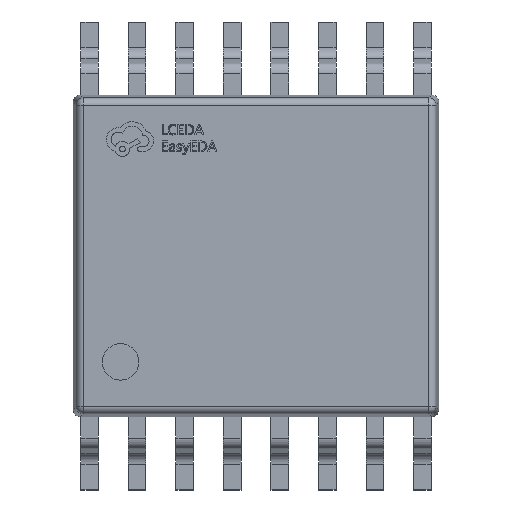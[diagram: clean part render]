
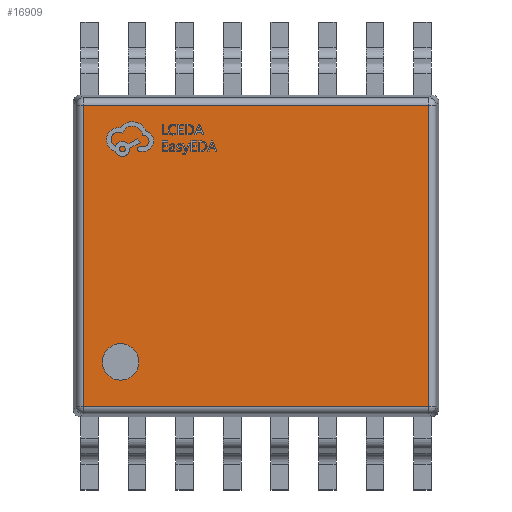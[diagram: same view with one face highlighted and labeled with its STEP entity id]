
A CAD part, top view. The second image highlights one B-rep face of the part: STEP entity #16909.
In plain terms, the highlighted planar face has unit normal (0, 0, 1).
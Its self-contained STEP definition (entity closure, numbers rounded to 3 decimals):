
#487 = CARTESIAN_POINT ( 'NONE',  ( 2.36, 2.152, 0.55 ) ) ;
#1266 = AXIS2_PLACEMENT_3D ( 'NONE', #25835, #15651, #15387 ) ;
#1528 = ORIENTED_EDGE ( 'NONE', *, *, #9127, .T. ) ;
#1813 = DIRECTION ( 'NONE',  ( -1., 0., 0. ) ) ;
#3357 = CARTESIAN_POINT ( 'NONE',  ( -1.851, -1.45, 0.55 ) ) ;
#4388 = VERTEX_POINT ( 'NONE', #20121 ) ;
#4583 = VECTOR ( 'NONE', #14290, 1000. ) ;
#4657 = CIRCLE ( 'NONE', #24002, 0.249 ) ;
#4737 = VECTOR ( 'NONE', #1813, 1000. ) ;
#4930 = ORIENTED_EDGE ( 'NONE', *, *, #11314, .F. ) ;
#5029 = LINE ( 'NONE', #11256, #7782 ) ;
#5042 = EDGE_CURVE ( 'NONE', #15055, #8991, #7955, .T. ) ;
#5479 = CARTESIAN_POINT ( 'NONE',  ( 0., 0., 0.55 ) ) ;
#5923 = CARTESIAN_POINT ( 'NONE',  ( 2.36, -2.06, 0.55 ) ) ;
#5986 = ORIENTED_EDGE ( 'NONE', *, *, #25698, .F. ) ;
#6663 = ORIENTED_EDGE ( 'NONE', *, *, #26891, .T. ) ;
#7547 = FACE_OUTER_BOUND ( 'NONE', #8398, .T. ) ;
#7673 = ORIENTED_EDGE ( 'NONE', *, *, #20369, .T. ) ;
#7782 = VECTOR ( 'NONE', #9170, 1000. ) ;
#7955 = LINE ( 'NONE', #24762, #4583 ) ;
#8174 = VERTEX_POINT ( 'NONE', #5923 ) ;
#8292 = LINE ( 'NONE', #487, #21993 ) ;
#8398 = EDGE_LOOP ( 'NONE', ( #8756, #1528, #7673, #6663 ) ) ;
#8756 = ORIENTED_EDGE ( 'NONE', *, *, #5042, .T. ) ;
#8991 = VERTEX_POINT ( 'NONE', #9632 ) ;
#9127 = EDGE_CURVE ( 'NONE', #8991, #8174, #5029, .T. ) ;
#9170 = DIRECTION ( 'NONE',  ( 1., 0., 0. ) ) ;
#9612 = CIRCLE ( 'NONE', #1266, 0.249 ) ;
#9632 = CARTESIAN_POINT ( 'NONE',  ( -2.36, -2.06, 0.55 ) ) ;
#9722 = DIRECTION ( 'NONE',  ( 0., 0., 1. ) ) ;
#9822 = LINE ( 'NONE', #20420, #4737 ) ;
#10841 = EDGE_LOOP ( 'NONE', ( #5986, #4930 ) ) ;
#11256 = CARTESIAN_POINT ( 'NONE',  ( 2.452, -2.06, 0.55 ) ) ;
#11314 = EDGE_CURVE ( 'NONE', #17509, #20150, #9612, .T. ) ;
#11534 = CARTESIAN_POINT ( 'NONE',  ( -2.36, 2.06, 0.55 ) ) ;
#13880 = DIRECTION ( 'NONE',  ( 0., 0., 1. ) ) ;
#14290 = DIRECTION ( 'NONE',  ( 0., -1., 0. ) ) ;
#14614 = DIRECTION ( 'NONE',  ( 0., 1., 0. ) ) ;
#15055 = VERTEX_POINT ( 'NONE', #11534 ) ;
#15387 = DIRECTION ( 'NONE',  ( 1., 0., 0. ) ) ;
#15651 = DIRECTION ( 'NONE',  ( 0., 0., 1. ) ) ;
#16909 = ADVANCED_FACE ( 'NONE', ( #24757, #7547 ), #24355, .T. ) ;
#17509 = VERTEX_POINT ( 'NONE', #23144 ) ;
#18128 = DIRECTION ( 'NONE',  ( 1., 0., 0. ) ) ;
#18438 = AXIS2_PLACEMENT_3D ( 'NONE', #5479, #13880, #22286 ) ;
#20121 = CARTESIAN_POINT ( 'NONE',  ( 2.36, 2.06, 0.55 ) ) ;
#20150 = VERTEX_POINT ( 'NONE', #25136 ) ;
#20369 = EDGE_CURVE ( 'NONE', #8174, #4388, #8292, .T. ) ;
#20420 = CARTESIAN_POINT ( 'NONE',  ( -2.452, 2.06, 0.55 ) ) ;
#21993 = VECTOR ( 'NONE', #14614, 1000. ) ;
#22286 = DIRECTION ( 'NONE',  ( 1., 0., 0. ) ) ;
#23144 = CARTESIAN_POINT ( 'NONE',  ( -2.1, -1.45, 0.55 ) ) ;
#24002 = AXIS2_PLACEMENT_3D ( 'NONE', #3357, #9722, #18128 ) ;
#24355 = PLANE ( 'NONE',  #18438 ) ;
#24757 = FACE_BOUND ( 'NONE', #10841, .T. ) ;
#24762 = CARTESIAN_POINT ( 'NONE',  ( -2.36, -2.152, 0.55 ) ) ;
#25136 = CARTESIAN_POINT ( 'NONE',  ( -1.603, -1.45, 0.55 ) ) ;
#25698 = EDGE_CURVE ( 'NONE', #20150, #17509, #4657, .T. ) ;
#25835 = CARTESIAN_POINT ( 'NONE',  ( -1.851, -1.45, 0.55 ) ) ;
#26891 = EDGE_CURVE ( 'NONE', #4388, #15055, #9822, .T. ) ;
